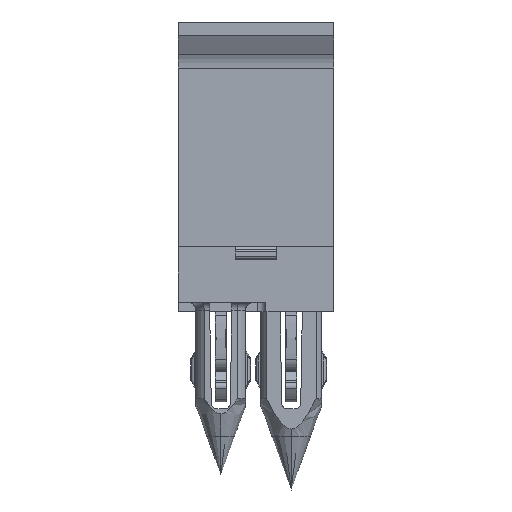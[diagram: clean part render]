
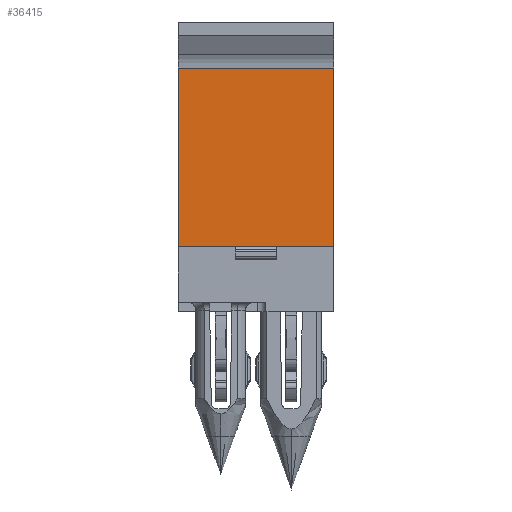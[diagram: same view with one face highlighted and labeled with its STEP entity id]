
A CAD part, left-side view. The second image highlights one B-rep face of the part: STEP entity #36415.
In plain terms, the highlighted planar face has unit normal (-1, 0, 0).
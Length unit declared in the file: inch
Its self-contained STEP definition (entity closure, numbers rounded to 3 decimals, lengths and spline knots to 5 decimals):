
#1205 = EDGE_CURVE ( 'NONE', #15899, #13923, #18436, .T. ) ;
#4871 = EDGE_CURVE ( 'NONE', #46734, #47975, #34716, .T. ) ;
#6834 = DIRECTION ( 'NONE',  ( 0., 0., -1. ) ) ;
#7506 = CARTESIAN_POINT ( 'NONE',  ( -0.24724, 0.11024, 0.02917 ) ) ;
#7751 = EDGE_LOOP ( 'NONE', ( #43590, #32202, #47969, #34398 ) ) ;
#9505 = CARTESIAN_POINT ( 'NONE',  ( -0.24724, -0.11024, -0.22441 ) ) ;
#12243 = CARTESIAN_POINT ( 'NONE',  ( -0.24724, 0.11024, -0.06496 ) ) ;
#13923 = VERTEX_POINT ( 'NONE', #31025 ) ;
#14946 = AXIS2_PLACEMENT_3D ( 'NONE', #9505, #23446, #31002 ) ;
#15899 = VERTEX_POINT ( 'NONE', #21636 ) ;
#18436 = LINE ( 'NONE', #18925, #45586 ) ;
#18925 = CARTESIAN_POINT ( 'NONE',  ( -0.24724, -0.11024, -0.06496 ) ) ;
#21097 = PLANE ( 'NONE',  #14946 ) ;
#21636 = CARTESIAN_POINT ( 'NONE',  ( -0.24724, -0.11024, 0.02917 ) ) ;
#22174 = CARTESIAN_POINT ( 'NONE',  ( -0.24724, 0.11024, -0.22441 ) ) ;
#23446 = DIRECTION ( 'NONE',  ( -1., 0., 0. ) ) ;
#23708 = DIRECTION ( 'NONE',  ( 0., 1., 0. ) ) ;
#31002 = DIRECTION ( 'NONE',  ( 0., 0., 1. ) ) ;
#31025 = CARTESIAN_POINT ( 'NONE',  ( -0.24724, -0.11024, -0.22441 ) ) ;
#31280 = CARTESIAN_POINT ( 'NONE',  ( -0.24724, 0., 0.02917 ) ) ;
#32202 = ORIENTED_EDGE ( 'NONE', *, *, #1205, .F. ) ;
#33453 = LINE ( 'NONE', #33711, #34466 ) ;
#33711 = CARTESIAN_POINT ( 'NONE',  ( -0.24724, 0., -0.22441 ) ) ;
#34398 = ORIENTED_EDGE ( 'NONE', *, *, #4871, .F. ) ;
#34466 = VECTOR ( 'NONE', #48579, 39.37008 ) ;
#34716 = LINE ( 'NONE', #12243, #48868 ) ;
#35219 = DIRECTION ( 'NONE',  ( 0., 0., 1. ) ) ;
#36415 = ADVANCED_FACE ( 'NONE', ( #46380 ), #21097, .T. ) ;
#38245 = EDGE_CURVE ( 'NONE', #15899, #47975, #47146, .T. ) ;
#38426 = VECTOR ( 'NONE', #23708, 39.37008 ) ;
#38939 = EDGE_CURVE ( 'NONE', #46734, #13923, #33453, .T. ) ;
#43590 = ORIENTED_EDGE ( 'NONE', *, *, #38939, .T. ) ;
#45586 = VECTOR ( 'NONE', #6834, 39.37008 ) ;
#46380 = FACE_OUTER_BOUND ( 'NONE', #7751, .T. ) ;
#46734 = VERTEX_POINT ( 'NONE', #22174 ) ;
#47146 = LINE ( 'NONE', #31280, #38426 ) ;
#47969 = ORIENTED_EDGE ( 'NONE', *, *, #38245, .T. ) ;
#47975 = VERTEX_POINT ( 'NONE', #7506 ) ;
#48579 = DIRECTION ( 'NONE',  ( 0., -1., 0. ) ) ;
#48868 = VECTOR ( 'NONE', #35219, 39.37008 ) ;
